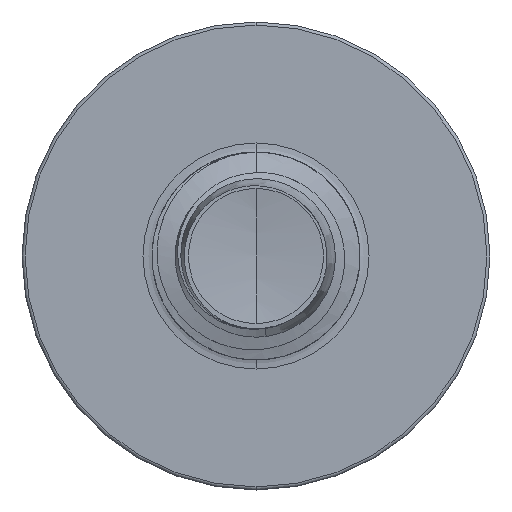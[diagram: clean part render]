
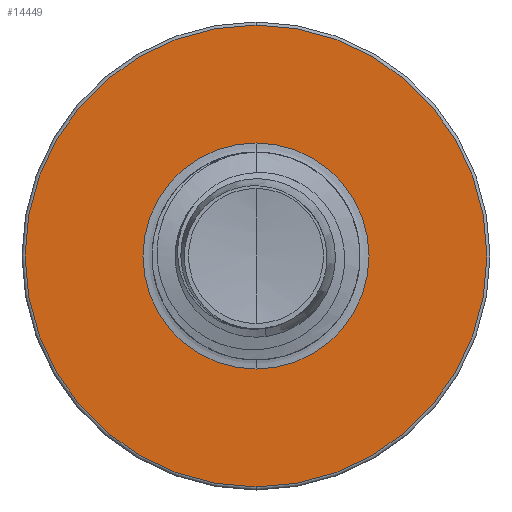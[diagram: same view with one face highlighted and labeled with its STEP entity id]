
A CAD part, front view. The second image highlights one B-rep face of the part: STEP entity #14449.
In plain terms, the highlighted planar face has unit normal (0, -1, 0).
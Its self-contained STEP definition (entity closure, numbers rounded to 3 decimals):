
#1675 = DIRECTION ( 'NONE',  ( 0., 0., 1. ) ) ;
#1707 = DIRECTION ( 'NONE',  ( 0., 1., 0. ) ) ;
#1989 = CARTESIAN_POINT ( 'NONE',  ( 0., 10., -2.174 ) ) ;
#2028 = PLANE ( 'NONE',  #15538 ) ;
#3937 = FACE_OUTER_BOUND ( 'NONE', #17487, .T. ) ;
#4917 = CARTESIAN_POINT ( 'NONE',  ( 0., 10., 4.44 ) ) ;
#5057 = EDGE_CURVE ( 'NONE', #25406, #20822, #23656, .T. ) ;
#5190 = EDGE_CURVE ( 'NONE', #11146, #22145, #23145, .T. ) ;
#6804 = EDGE_CURVE ( 'NONE', #20822, #25406, #18653, .T. ) ;
#6825 = CARTESIAN_POINT ( 'NONE',  ( 0., 10., 0. ) ) ;
#6884 = DIRECTION ( 'NONE',  ( 0., 1., 0. ) ) ;
#6930 = DIRECTION ( 'NONE',  ( 0., 0., 1. ) ) ;
#7687 = CARTESIAN_POINT ( 'NONE',  ( 0., 10., 2.174 ) ) ;
#9610 = CARTESIAN_POINT ( 'NONE',  ( 0., 10., -2.174 ) ) ;
#10670 = CARTESIAN_POINT ( 'NONE',  ( 0., 10., -4.44 ) ) ;
#11146 = VERTEX_POINT ( 'NONE', #10670 ) ;
#12230 = EDGE_LOOP ( 'NONE', ( #18209, #18222 ) ) ;
#12288 = CIRCLE ( 'NONE', #18850, 4.44 ) ;
#12745 = DIRECTION ( 'NONE',  ( 0., 0., 1. ) ) ;
#12772 = DIRECTION ( 'NONE',  ( 0., 1., 0. ) ) ;
#12779 = CARTESIAN_POINT ( 'NONE',  ( 0., 10., 0. ) ) ;
#14082 = DIRECTION ( 'NONE',  ( 0., 0., 1. ) ) ;
#14089 = DIRECTION ( 'NONE',  ( 0., 1., 0. ) ) ;
#14110 = CARTESIAN_POINT ( 'NONE',  ( 0., 10., 0. ) ) ;
#14342 = DIRECTION ( 'NONE',  ( 0., 0., 1. ) ) ;
#14361 = DIRECTION ( 'NONE',  ( 0., 1., 0. ) ) ;
#14416 = CARTESIAN_POINT ( 'NONE',  ( 0., 10., 0. ) ) ;
#14449 = ADVANCED_FACE ( 'NONE', ( #3937, #14754 ), #2028, .F. ) ;
#14754 = FACE_BOUND ( 'NONE', #12230, .T. ) ;
#15399 = EDGE_CURVE ( 'NONE', #22145, #11146, #12288, .T. ) ;
#15538 = AXIS2_PLACEMENT_3D ( 'NONE', #1989, #1707, #1675 ) ;
#15798 = ORIENTED_EDGE ( 'NONE', *, *, #5190, .F. ) ;
#16426 = ORIENTED_EDGE ( 'NONE', *, *, #15399, .F. ) ;
#16553 = AXIS2_PLACEMENT_3D ( 'NONE', #14416, #14361, #14342 ) ;
#17487 = EDGE_LOOP ( 'NONE', ( #16426, #15798 ) ) ;
#18139 = AXIS2_PLACEMENT_3D ( 'NONE', #6825, #6884, #6930 ) ;
#18209 = ORIENTED_EDGE ( 'NONE', *, *, #6804, .T. ) ;
#18222 = ORIENTED_EDGE ( 'NONE', *, *, #5057, .T. ) ;
#18653 = CIRCLE ( 'NONE', #18139, 2.174 ) ;
#18850 = AXIS2_PLACEMENT_3D ( 'NONE', #12779, #12772, #12745 ) ;
#20822 = VERTEX_POINT ( 'NONE', #7687 ) ;
#21546 = AXIS2_PLACEMENT_3D ( 'NONE', #14110, #14089, #14082 ) ;
#22145 = VERTEX_POINT ( 'NONE', #4917 ) ;
#23145 = CIRCLE ( 'NONE', #21546, 4.44 ) ;
#23656 = CIRCLE ( 'NONE', #16553, 2.174 ) ;
#25406 = VERTEX_POINT ( 'NONE', #9610 ) ;
